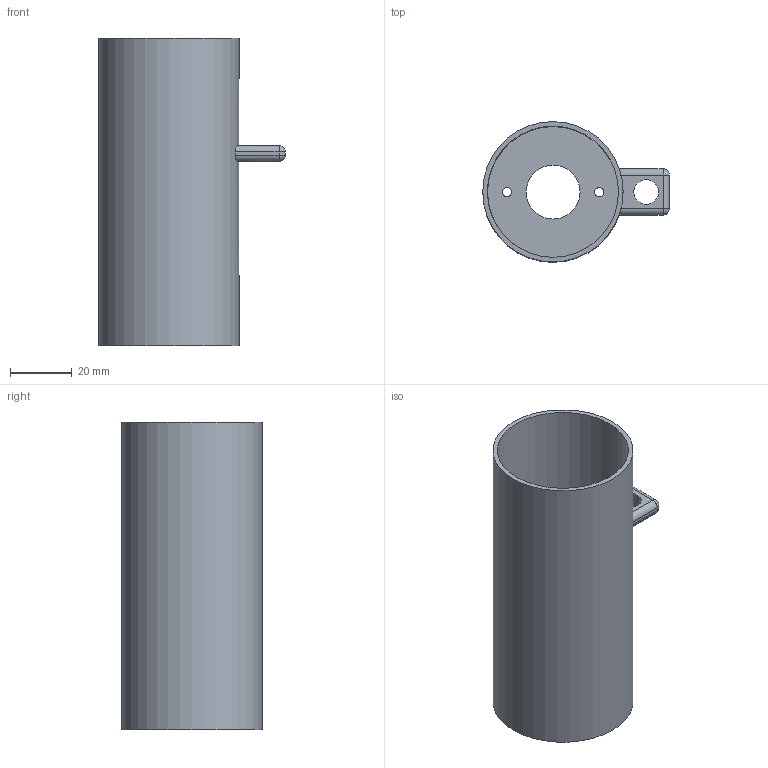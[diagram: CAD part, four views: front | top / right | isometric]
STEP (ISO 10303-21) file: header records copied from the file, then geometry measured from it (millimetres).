
FILE_DESCRIPTION(/* description */ (''),/* implementation_level */ '2;1');
FILE_NAME(/* name */ 'Payload_Section_Phase_1.step',/* time_stamp */ '2025-12-19T12:31:52+05:30',/* author */ (''),/* organization */ (''),/* preprocessor_version */ 'ST-DEVELOPER v20.1',/* originating_system */ 'Autodesk Translation Framework v14.21.0.0',/* authorisation */ '');
FILE_SCHEMA (('AUTOMOTIVE_DESIGN { 1 0 10303 214 3 1 1 }'));
Length unit declared in the file: millimetre
Products named in the file (2): coupler +bulk head; Component1
Assembly tree (1 placements, depth 2):
  coupler +bulk head
    Component1
Bounding box: 60.6 x 45.6 x 100 mm (x, y, z)
Volume: 23936.8 mm3; surface area: 31166.3 mm2
Topology: 1 solids, 1 shells, 28 faces, 60 edges, 36 vertices
Faces by surface type: cylinder 15, plane 9, sphere 4
Full cylindrical faces by diameter (mm): 3 x2, 8 x1, 17.5 x1, 42.6 x1, 45.6 x1
Entity records: 859 total; most frequent: CARTESIAN_POINT 163, DIRECTION 148, ORIENTED_EDGE 120, AXIS2_PLACEMENT_3D 61, EDGE_CURVE 60, EDGE_LOOP 40, VERTEX_POINT 36, CIRCLE 30
